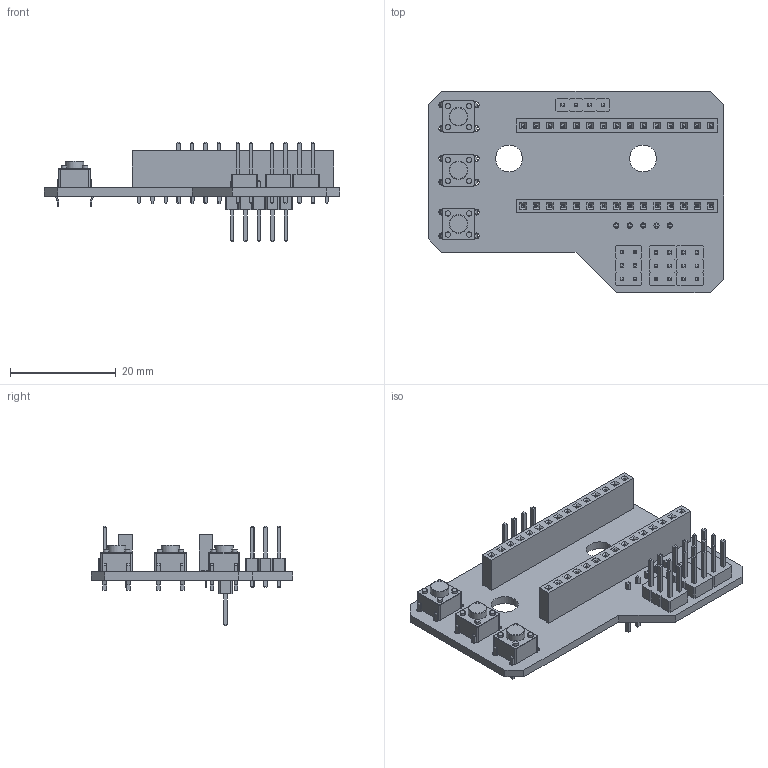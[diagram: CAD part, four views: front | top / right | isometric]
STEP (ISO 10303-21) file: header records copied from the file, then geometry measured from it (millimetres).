
FILE_DESCRIPTION(('KiCad electronic assembly'),'2;1');
FILE_NAME('Roboponic Green PCB v1.4.step','2023-08-15T11:39:45',( 'Pcbnew'),('Kicad'),'Open CASCADE STEP processor 7.6', 'KiCad to STEP converter','Unknown');
FILE_SCHEMA(('AUTOMOTIVE_DESIGN { 1 0 10303 214 1 1 1 1 }'));
Length unit declared in the file: millimetre
Products named in the file (12): Roboponic Green PCB v1.4 1; PinSocket_1x15_P2.54mm_Vertical; SOLID; PinHeader_2x03_P2.54mm_Vertical; PinHeader_1x04_P2.54mm_Vertical; SW_PUSH_6mm_H5mm; PinHeader_1x05_P2.54mm_Vertical; NanoPonics1 PCB
Assembly tree (16 placements, depth 3):
  Roboponic Green PCB v1.4 1
    PinSocket_1x15_P2.54mm_Vertical  x2
      SOLID
    PinHeader_2x03_P2.54mm_Vertical  x3
      SOLID
    PinHeader_1x04_P2.54mm_Vertical
      SOLID
    SW_PUSH_6mm_H5mm  x3
      SOLID
    PinHeader_1x05_P2.54mm_Vertical
      SOLID
    NanoPonics1 PCB
Bounding box: 55.88 x 38.1 x 18.76 mm (x, y, z)
Volume: 5062.7 mm3; surface area: 8331.8 mm2
Topology: 11 solids, 11 shells, 1962 faces, 4956 edges, 3175 vertices
Faces by surface type: plane 1765, cylinder 194, torus 3
Full cylindrical faces by diameter (mm): 1 x69, 1.1 x12, 3.5 x3, 5.08 x2
Entity records: 71052 total; most frequent: CARTESIAN_POINT 11507, DIRECTION 9846, LINE 7295, VECTOR 7295, ORIENTED_EDGE 5156, PCURVE 5156, DEFINITIONAL_REPRESENTATION 5156, EDGE_CURVE 2578
